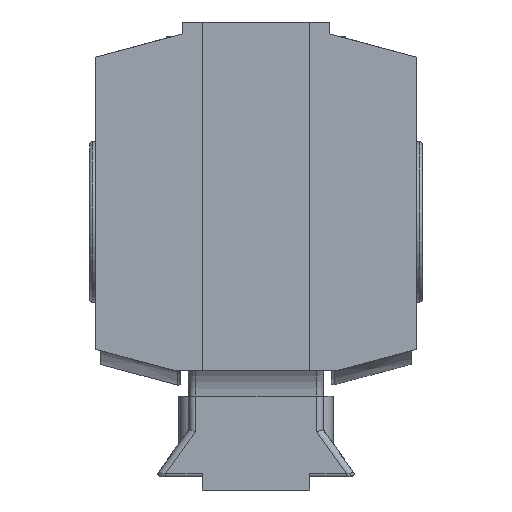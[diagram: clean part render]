
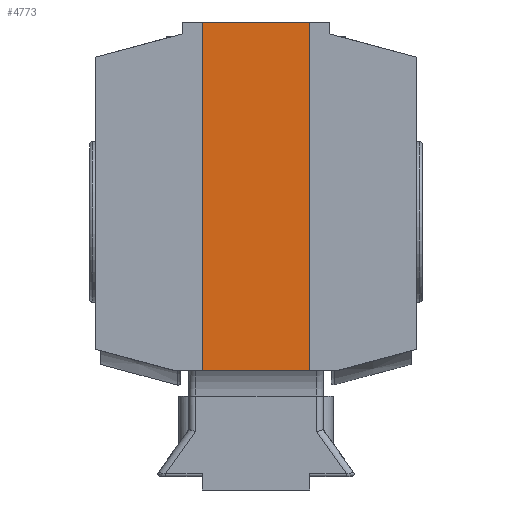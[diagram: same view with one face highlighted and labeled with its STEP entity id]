
A CAD part, left-side view. The second image highlights one B-rep face of the part: STEP entity #4773.
In plain terms, the highlighted planar face has unit normal (-1, 0, 0).
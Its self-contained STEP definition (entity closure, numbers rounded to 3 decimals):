
#184=PLANE('',#5154);
#300=FACE_OUTER_BOUND('',#610,.T.);
#610=EDGE_LOOP('',(#3283,#3284,#3285,#3286));
#978=LINE('',#7560,#1346);
#985=LINE('',#7573,#1353);
#987=LINE('',#7577,#1355);
#988=LINE('',#7578,#1356);
#1346=VECTOR('',#5866,1000.);
#1353=VECTOR('',#5877,1000.);
#1355=VECTOR('',#5881,1000.);
#1356=VECTOR('',#5882,1000.);
#2053=VERTEX_POINT('',#7557);
#2054=VERTEX_POINT('',#7559);
#2058=VERTEX_POINT('',#7572);
#2059=VERTEX_POINT('',#7576);
#2514=EDGE_CURVE('',#2054,#2053,#978,.T.);
#2521=EDGE_CURVE('',#2054,#2058,#985,.T.);
#2523=EDGE_CURVE('',#2053,#2059,#987,.T.);
#2524=EDGE_CURVE('',#2058,#2059,#988,.T.);
#3283=ORIENTED_EDGE('',*,*,#2521,.F.);
#3284=ORIENTED_EDGE('',*,*,#2514,.T.);
#3285=ORIENTED_EDGE('',*,*,#2523,.T.);
#3286=ORIENTED_EDGE('',*,*,#2524,.F.);
#4773=ADVANCED_FACE('',(#300),#184,.T.);
#5154=AXIS2_PLACEMENT_3D('',#7575,#5879,#5880);
#5866=DIRECTION('',(0.,1.,0.));
#5877=DIRECTION('',(0.,0.,-1.));
#5879=DIRECTION('center_axis',(-1.,0.,0.));
#5880=DIRECTION('ref_axis',(0.,-1.,0.));
#5881=DIRECTION('',(0.,0.,-1.));
#5882=DIRECTION('',(0.,1.,0.));
#7557=CARTESIAN_POINT('',(-124.104,41.951,26.14));
#7559=CARTESIAN_POINT('',(-124.104,33.951,26.14));
#7560=CARTESIAN_POINT('',(-124.104,33.951,26.14));
#7572=CARTESIAN_POINT('',(-124.104,33.951,0.14));
#7573=CARTESIAN_POINT('',(-124.104,33.951,35.574));
#7575=CARTESIAN_POINT('Origin',(-124.104,33.951,35.574));
#7576=CARTESIAN_POINT('',(-124.104,41.951,0.14));
#7577=CARTESIAN_POINT('',(-124.104,41.951,35.574));
#7578=CARTESIAN_POINT('',(-124.104,33.951,0.14));
